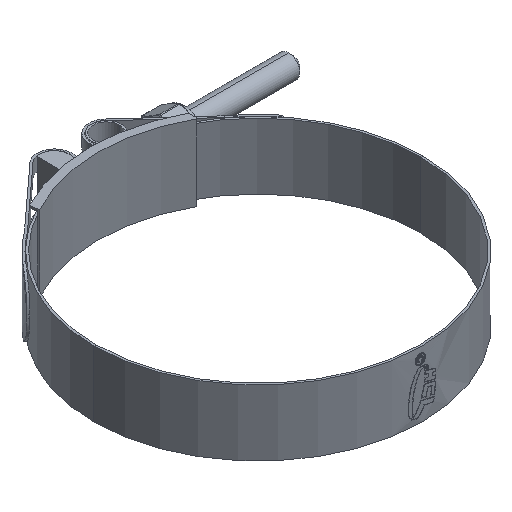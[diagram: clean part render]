
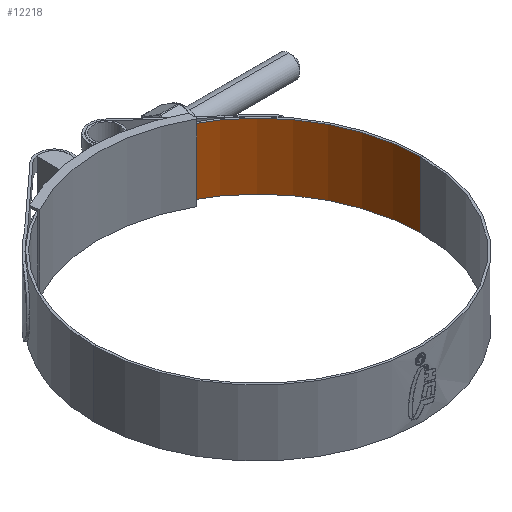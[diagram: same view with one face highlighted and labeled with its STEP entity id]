
A CAD part, isometric view. The second image highlights one B-rep face of the part: STEP entity #12218.
In plain terms, the highlighted cylindrical face has radius 47 mm (diameter 94 mm), a partial arc.
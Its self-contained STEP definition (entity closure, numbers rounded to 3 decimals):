
#331 = CARTESIAN_POINT ( 'NONE',  ( 6.779, 46.509, -9.525 ) ) ;
#459 = LINE ( 'NONE', #608, #13931 ) ;
#591 = EDGE_CURVE ( 'NONE', #7602, #7150, #6962, .T. ) ;
#608 = CARTESIAN_POINT ( 'NONE',  ( 47., 0., 9.525 ) ) ;
#1200 = EDGE_CURVE ( 'NONE', #9882, #7150, #459, .T. ) ;
#1304 = CARTESIAN_POINT ( 'NONE',  ( 6.779, 46.509, 9.525 ) ) ;
#1600 = DIRECTION ( 'NONE',  ( -1., 0., 0. ) ) ;
#2065 = EDGE_CURVE ( 'NONE', #4645, #9882, #12497, .T. ) ;
#3463 = LINE ( 'NONE', #1304, #5156 ) ;
#4060 = ORIENTED_EDGE ( 'NONE', *, *, #8142, .T. ) ;
#4063 = ORIENTED_EDGE ( 'NONE', *, *, #591, .T. ) ;
#4419 = CARTESIAN_POINT ( 'NONE',  ( 6.779, 46.509, 9.525 ) ) ;
#4645 = VERTEX_POINT ( 'NONE', #4419 ) ;
#4845 = CYLINDRICAL_SURFACE ( 'NONE', #14198, 47. ) ;
#5156 = VECTOR ( 'NONE', #12453, 1000. ) ;
#5551 = DIRECTION ( 'NONE',  ( -1., 0., 0. ) ) ;
#6485 = DIRECTION ( 'NONE',  ( -1., 0., 0. ) ) ;
#6700 = DIRECTION ( 'NONE',  ( 0., 0., -1. ) ) ;
#6881 = DIRECTION ( 'NONE',  ( 0., 0., -1. ) ) ;
#6962 = CIRCLE ( 'NONE', #8560, 47. ) ;
#7150 = VERTEX_POINT ( 'NONE', #12086 ) ;
#7602 = VERTEX_POINT ( 'NONE', #331 ) ;
#7793 = CARTESIAN_POINT ( 'NONE',  ( 0., 0., -9.525 ) ) ;
#8021 = FACE_OUTER_BOUND ( 'NONE', #11486, .T. ) ;
#8142 = EDGE_CURVE ( 'NONE', #4645, #7602, #3463, .T. ) ;
#8560 = AXIS2_PLACEMENT_3D ( 'NONE', #7793, #9745, #5551 ) ;
#9396 = ORIENTED_EDGE ( 'NONE', *, *, #2065, .F. ) ;
#9509 = ORIENTED_EDGE ( 'NONE', *, *, #1200, .F. ) ;
#9539 = CARTESIAN_POINT ( 'NONE',  ( 47., 0., 9.525 ) ) ;
#9745 = DIRECTION ( 'NONE',  ( 0., 0., -1. ) ) ;
#9882 = VERTEX_POINT ( 'NONE', #9539 ) ;
#11075 = AXIS2_PLACEMENT_3D ( 'NONE', #13096, #6700, #6485 ) ;
#11368 = CARTESIAN_POINT ( 'NONE',  ( 0., 0., 9.525 ) ) ;
#11486 = EDGE_LOOP ( 'NONE', ( #9509, #9396, #4060, #4063 ) ) ;
#12086 = CARTESIAN_POINT ( 'NONE',  ( 47., 0., -9.525 ) ) ;
#12218 = ADVANCED_FACE ( 'NONE', ( #8021 ), #4845, .F. ) ;
#12453 = DIRECTION ( 'NONE',  ( 0., 0., -1. ) ) ;
#12497 = CIRCLE ( 'NONE', #11075, 47. ) ;
#13096 = CARTESIAN_POINT ( 'NONE',  ( 0., 0., 9.525 ) ) ;
#13740 = DIRECTION ( 'NONE',  ( 0., 0., -1. ) ) ;
#13931 = VECTOR ( 'NONE', #13740, 1000. ) ;
#14198 = AXIS2_PLACEMENT_3D ( 'NONE', #11368, #6881, #1600 ) ;
